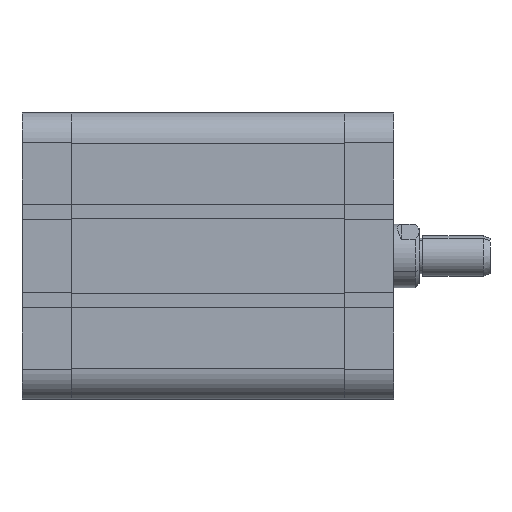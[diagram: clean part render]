
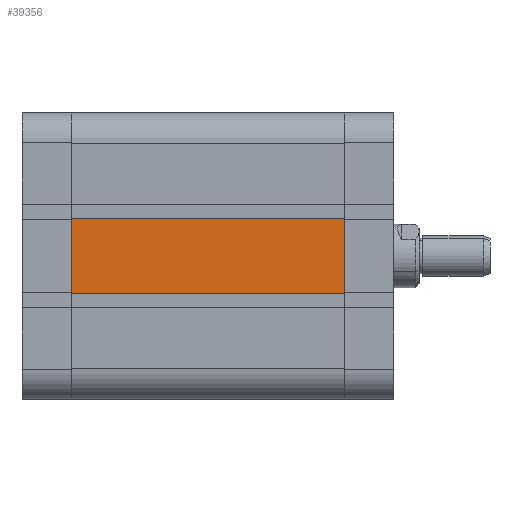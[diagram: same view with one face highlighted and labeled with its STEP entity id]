
A CAD part, front view. The second image highlights one B-rep face of the part: STEP entity #39356.
In plain terms, the highlighted planar face has unit normal (0, -1, 0).
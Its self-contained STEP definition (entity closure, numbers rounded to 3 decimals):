
#1101 = DIRECTION ( 'NONE',  ( -1., 0., 0. ) ) ;
#2731 = CARTESIAN_POINT ( 'NONE',  ( 108., -56.75, -14.7 ) ) ;
#2888 = CARTESIAN_POINT ( 'NONE',  ( 108., -56.75, -56.75 ) ) ;
#3820 = CARTESIAN_POINT ( 'NONE',  ( 108., -56.75, 14.7 ) ) ;
#5582 = ORIENTED_EDGE ( 'NONE', *, *, #5589, .T. ) ;
#5589 = EDGE_CURVE ( 'NONE', #29673, #35900, #8446, .T. ) ;
#6723 = VERTEX_POINT ( 'NONE', #24018 ) ;
#8175 = VECTOR ( 'NONE', #12036, 1000. ) ;
#8375 = EDGE_LOOP ( 'NONE', ( #5582, #36389, #25699, #38903 ) ) ;
#8446 = LINE ( 'NONE', #29532, #15977 ) ;
#10450 = VECTOR ( 'NONE', #1101, 1000. ) ;
#11793 = EDGE_CURVE ( 'NONE', #35900, #6723, #23478, .T. ) ;
#12036 = DIRECTION ( 'NONE',  ( 0., 0., -1. ) ) ;
#15395 = VERTEX_POINT ( 'NONE', #2731 ) ;
#15792 = DIRECTION ( 'NONE',  ( 0., 0., -1. ) ) ;
#15794 = AXIS2_PLACEMENT_3D ( 'NONE', #2888, #34087, #21831 ) ;
#15977 = VECTOR ( 'NONE', #17857, 1000. ) ;
#16606 = LINE ( 'NONE', #29048, #10450 ) ;
#17857 = DIRECTION ( 'NONE',  ( -1., 0., 0. ) ) ;
#19951 = EDGE_CURVE ( 'NONE', #15395, #6723, #16606, .T. ) ;
#21831 = DIRECTION ( 'NONE',  ( 0., 0., 1. ) ) ;
#23478 = LINE ( 'NONE', #40017, #8175 ) ;
#24018 = CARTESIAN_POINT ( 'NONE',  ( 0., -56.75, -14.7 ) ) ;
#24096 = FACE_OUTER_BOUND ( 'NONE', #8375, .T. ) ;
#24202 = CARTESIAN_POINT ( 'NONE',  ( 0., -56.75, 14.7 ) ) ;
#25359 = LINE ( 'NONE', #31492, #25499 ) ;
#25499 = VECTOR ( 'NONE', #15792, 1000. ) ;
#25699 = ORIENTED_EDGE ( 'NONE', *, *, #19951, .F. ) ;
#29048 = CARTESIAN_POINT ( 'NONE',  ( 108.001, -56.75, -14.7 ) ) ;
#29532 = CARTESIAN_POINT ( 'NONE',  ( 108.001, -56.75, 14.7 ) ) ;
#29673 = VERTEX_POINT ( 'NONE', #3820 ) ;
#31492 = CARTESIAN_POINT ( 'NONE',  ( 108., -56.75, -56.75 ) ) ;
#31816 = EDGE_CURVE ( 'NONE', #29673, #15395, #25359, .T. ) ;
#33879 = PLANE ( 'NONE',  #15794 ) ;
#34087 = DIRECTION ( 'NONE',  ( 0., 1., 0. ) ) ;
#35900 = VERTEX_POINT ( 'NONE', #24202 ) ;
#36389 = ORIENTED_EDGE ( 'NONE', *, *, #11793, .T. ) ;
#38903 = ORIENTED_EDGE ( 'NONE', *, *, #31816, .F. ) ;
#39356 = ADVANCED_FACE ( 'NONE', ( #24096 ), #33879, .F. ) ;
#40017 = CARTESIAN_POINT ( 'NONE',  ( 0., -56.75, -56.75 ) ) ;
